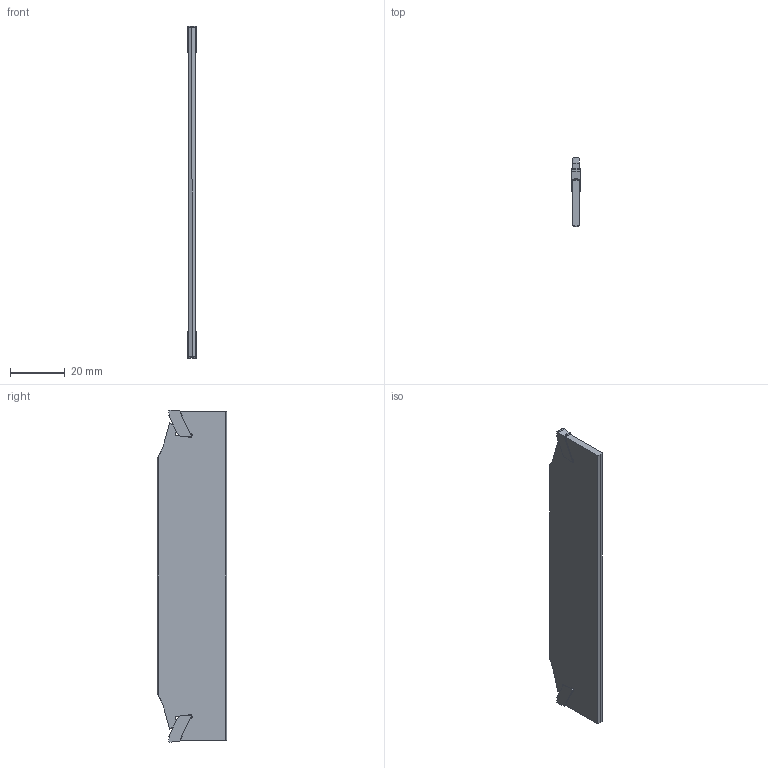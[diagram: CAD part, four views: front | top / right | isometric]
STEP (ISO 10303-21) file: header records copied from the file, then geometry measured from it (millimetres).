
FILE_DESCRIPTION(/* description */ (''),/* implementation_level */ '2;1');
FILE_NAME(/* name */ '150.10A-20-3.stp',/* time_stamp */ '2018-04-11T16:03:12+06:00',/* author */ (''),/* organization */ (''),/* preprocessor_version */ 'ST-DEVELOPER v16',/* originating_system */ 'SIEMENS PLM Software NX 11.0',/* authorisation */ '');
FILE_SCHEMA (('AUTOMOTIVE_DESIGN { 1 0 10303 214 3 1 1 1 }'));
Length unit declared in the file: millimetre
Products named in the file (1): 150.10A-20-3
Bounding box: 3.1 x 25.26 x 121.27 mm (x, y, z)
Volume: 6995.6 mm3; surface area: 6674.1 mm2
Topology: 3 solids, 3 shells, 96 faces, 258 edges, 168 vertices
Faces by surface type: plane 76, cylinder 14, cone 4, extrusion 2
Entity records: 3088 total; most frequent: CARTESIAN_POINT 569, ORIENTED_EDGE 516, DIRECTION 500, EDGE_CURVE 258, VECTOR 214, LINE 212, VERTEX_POINT 168, AXIS2_PLACEMENT_3D 143
